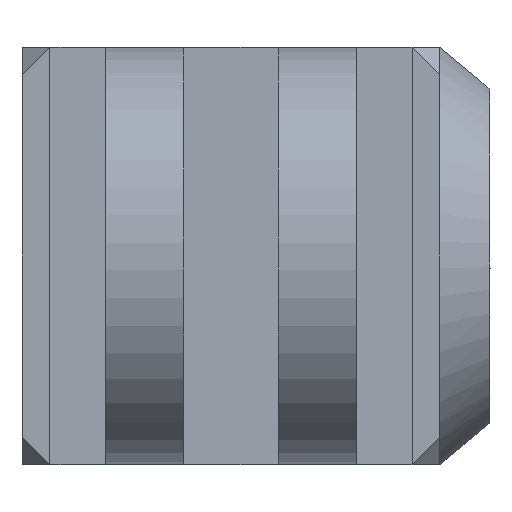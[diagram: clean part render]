
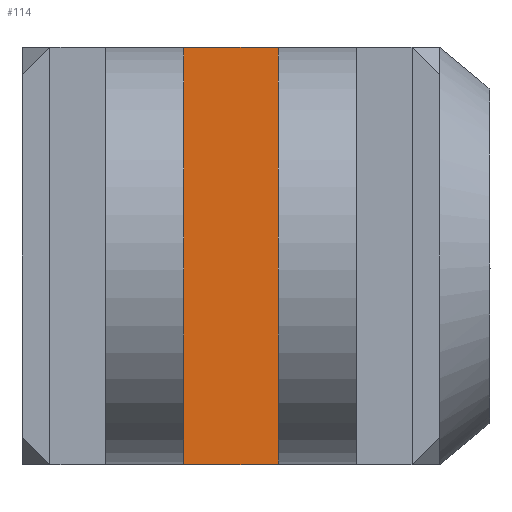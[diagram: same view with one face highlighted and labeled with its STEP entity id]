
A CAD part, front view. The second image highlights one B-rep face of the part: STEP entity #114.
In plain terms, the highlighted planar face has unit normal (0, -1, 0).
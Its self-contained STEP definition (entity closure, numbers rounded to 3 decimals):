
#114=ADVANCED_FACE('',(#211),#1442,.T.);
#211=FACE_OUTER_BOUND('',#320,.T.);
#320=EDGE_LOOP('',(#734,#735,#736,#737));
#734=ORIENTED_EDGE('',*,*,#983,.T.);
#735=ORIENTED_EDGE('',*,*,#893,.T.);
#736=ORIENTED_EDGE('',*,*,#982,.T.);
#737=ORIENTED_EDGE('',*,*,#880,.F.);
#880=EDGE_CURVE('',#1295,#1297,#1087,.T.);
#893=EDGE_CURVE('',#1304,#1306,#1095,.T.);
#982=EDGE_CURVE('',#1306,#1297,#1181,.T.);
#983=EDGE_CURVE('',#1295,#1304,#1182,.T.);
#1087=B_SPLINE_CURVE_WITH_KNOTS('',1,(#2300,#2301,#2302),.UNSPECIFIED.,
 .F.,.F.,(2,1,2),(68.405,74.405,83.405),
 .UNSPECIFIED.);
#1095=B_SPLINE_CURVE_WITH_KNOTS('',1,(#2339,#2340,#2341),.UNSPECIFIED.,
 .F.,.F.,(2,1,2),(68.405,74.405,83.405),
 .UNSPECIFIED.);
#1181=B_SPLINE_CURVE_WITH_KNOTS('',1,(#2541,#2542),.UNSPECIFIED.,.F.,.F.,
(2,2),(-24.782,-21.318),.UNSPECIFIED.);
#1182=B_SPLINE_CURVE_WITH_KNOTS('',1,(#2543,#2544),.UNSPECIFIED.,.F.,.F.,
(2,2),(-55.882,-52.418),.UNSPECIFIED.);
#1295=VERTEX_POINT('',#1975);
#1297=VERTEX_POINT('',#1977);
#1304=VERTEX_POINT('',#1984);
#1306=VERTEX_POINT('',#1986);
#1442=PLANE('',#1551);
#1551=AXIS2_PLACEMENT_3D('',#1851,#1625,$);
#1625=DIRECTION('',(0.,-1.,0.));
#1851=CARTESIAN_POINT('',(991.307,-711.394,11.028));
#1975=CARTESIAN_POINT('',(994.707,-711.394,11.028));
#1977=CARTESIAN_POINT('',(994.707,-711.394,-3.972));
#1984=CARTESIAN_POINT('',(991.307,-711.394,11.028));
#1986=CARTESIAN_POINT('',(991.307,-711.394,-3.972));
#2300=CARTESIAN_POINT('',(994.707,-711.394,11.028));
#2301=CARTESIAN_POINT('',(994.707,-711.394,5.028));
#2302=CARTESIAN_POINT('',(994.707,-711.394,-3.972));
#2339=CARTESIAN_POINT('',(991.307,-711.394,11.028));
#2340=CARTESIAN_POINT('',(991.307,-711.394,5.028));
#2341=CARTESIAN_POINT('',(991.307,-711.394,-3.972));
#2541=CARTESIAN_POINT('',(991.307,-711.394,-3.972));
#2542=CARTESIAN_POINT('',(994.707,-711.394,-3.972));
#2543=CARTESIAN_POINT('',(994.707,-711.394,11.028));
#2544=CARTESIAN_POINT('',(991.307,-711.394,11.028));
